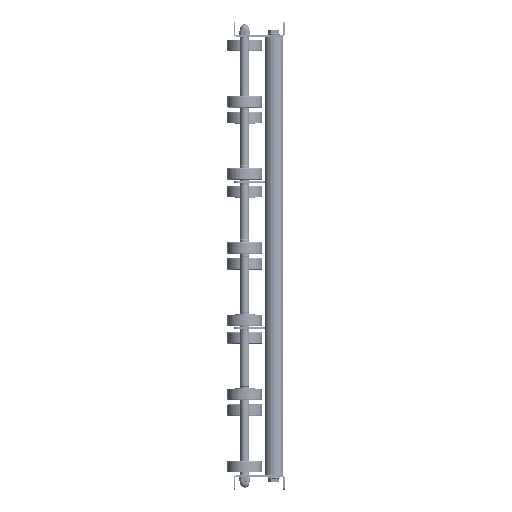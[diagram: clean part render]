
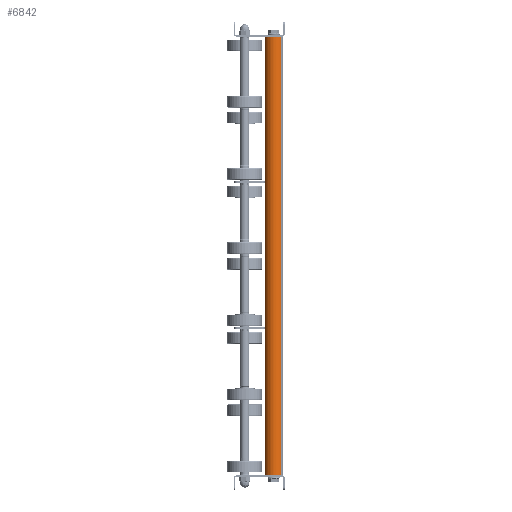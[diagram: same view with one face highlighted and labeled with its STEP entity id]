
A CAD part, left-side view. The second image highlights one B-rep face of the part: STEP entity #6842.
In plain terms, the highlighted cylindrical face has radius 12.5 mm (diameter 25 mm), a partial arc.
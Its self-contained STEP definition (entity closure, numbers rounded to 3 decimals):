
#905 = VERTEX_POINT ( 'NONE', #2569 ) ;
#1117 = DIRECTION ( 'NONE',  ( 1., 0., 0. ) ) ;
#2028 = DIRECTION ( 'NONE',  ( 0., 0., 1. ) ) ;
#2512 = CARTESIAN_POINT ( 'NONE',  ( 599., 0., -12.5 ) ) ;
#2569 = CARTESIAN_POINT ( 'NONE',  ( 1., 0., 12.5 ) ) ;
#4688 = AXIS2_PLACEMENT_3D ( 'NONE', #29569, #1117, #23668 ) ;
#6041 = CIRCLE ( 'NONE', #30220, 12.5 ) ;
#6842 = ADVANCED_FACE ( 'NONE', ( #35680 ), #36048, .T. ) ;
#8553 = DIRECTION ( 'NONE',  ( -1., 0., 0. ) ) ;
#9071 = VERTEX_POINT ( 'NONE', #15995 ) ;
#10741 = VERTEX_POINT ( 'NONE', #2512 ) ;
#11080 = EDGE_LOOP ( 'NONE', ( #21552, #32504, #30585, #11703 ) ) ;
#11703 = ORIENTED_EDGE ( 'NONE', *, *, #17913, .T. ) ;
#12188 = VECTOR ( 'NONE', #24863, 1000. ) ;
#12947 = CIRCLE ( 'NONE', #4688, 12.5 ) ;
#13577 = CARTESIAN_POINT ( 'NONE',  ( 600., 0., 12.5 ) ) ;
#13683 = VECTOR ( 'NONE', #8553, 1000. ) ;
#13974 = VERTEX_POINT ( 'NONE', #33740 ) ;
#15995 = CARTESIAN_POINT ( 'NONE',  ( 1., 0., -12.5 ) ) ;
#16070 = CARTESIAN_POINT ( 'NONE',  ( 600., 0., 0. ) ) ;
#16262 = DIRECTION ( 'NONE',  ( -1., 0., 0. ) ) ;
#16490 = AXIS2_PLACEMENT_3D ( 'NONE', #16070, #16262, #2028 ) ;
#16544 = LINE ( 'NONE', #13577, #12188 ) ;
#17913 = EDGE_CURVE ( 'NONE', #905, #9071, #12947, .T. ) ;
#19665 = CARTESIAN_POINT ( 'NONE',  ( 600., 0., -12.5 ) ) ;
#20033 = EDGE_CURVE ( 'NONE', #10741, #9071, #20211, .T. ) ;
#20211 = LINE ( 'NONE', #19665, #13683 ) ;
#21552 = ORIENTED_EDGE ( 'NONE', *, *, #20033, .F. ) ;
#23475 = EDGE_CURVE ( 'NONE', #10741, #13974, #6041, .T. ) ;
#23668 = DIRECTION ( 'NONE',  ( 0., 0., -1. ) ) ;
#24863 = DIRECTION ( 'NONE',  ( -1., 0., 0. ) ) ;
#26520 = DIRECTION ( 'NONE',  ( -1., 0., 0. ) ) ;
#27243 = DIRECTION ( 'NONE',  ( 0., 0., -1. ) ) ;
#29569 = CARTESIAN_POINT ( 'NONE',  ( 1., 0., 0. ) ) ;
#30220 = AXIS2_PLACEMENT_3D ( 'NONE', #32600, #26520, #27243 ) ;
#30585 = ORIENTED_EDGE ( 'NONE', *, *, #35185, .T. ) ;
#32504 = ORIENTED_EDGE ( 'NONE', *, *, #23475, .T. ) ;
#32600 = CARTESIAN_POINT ( 'NONE',  ( 599., 0., 0. ) ) ;
#33740 = CARTESIAN_POINT ( 'NONE',  ( 599., 0., 12.5 ) ) ;
#35185 = EDGE_CURVE ( 'NONE', #13974, #905, #16544, .T. ) ;
#35680 = FACE_OUTER_BOUND ( 'NONE', #11080, .T. ) ;
#36048 = CYLINDRICAL_SURFACE ( 'NONE', #16490, 12.5 ) ;
